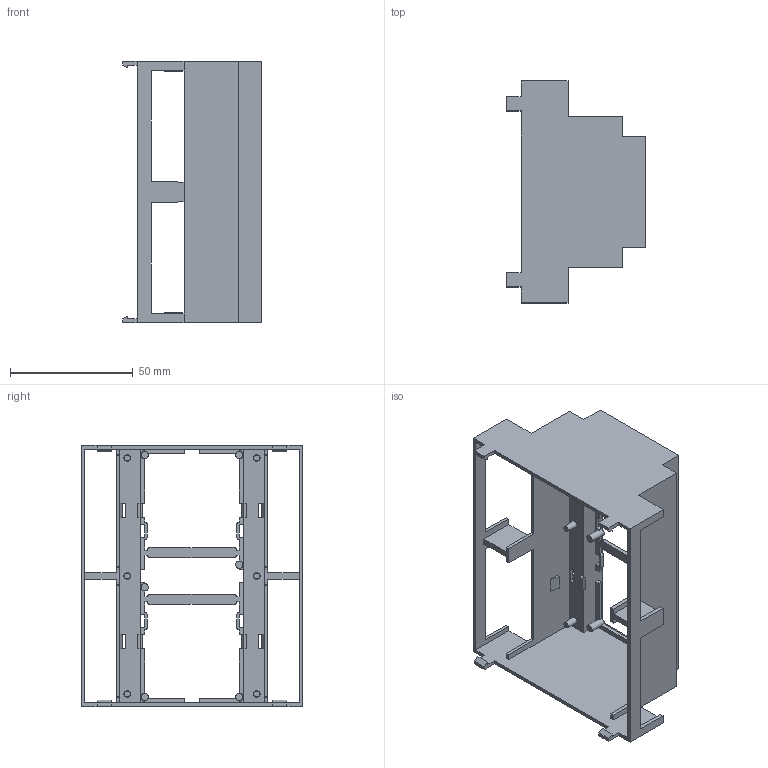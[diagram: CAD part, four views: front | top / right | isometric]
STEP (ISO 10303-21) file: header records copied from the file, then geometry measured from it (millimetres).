
FILE_DESCRIPTION(/* description */ (''),/* implementation_level */ '2;1');
FILE_NAME(/* name */ 'body-D6MG.step',/* time_stamp */ '2020-07-09T12:16:12+10:00',/* author */ (''),/* organization */ (''),/* preprocessor_version */ 'ST-DEVELOPER v18.1',/* originating_system */ 'Autodesk Translation Framework v9.3.0.1241',/* authorisation */ '');
FILE_SCHEMA (('AUTOMOTIVE_DESIGN { 1 0 10303 214 3 1 1 }'));
Length unit declared in the file: millimetre
Products named in the file (1): body-D6MG___ _________
Bounding box: 56.5 x 90.2 x 106.25 mm (x, y, z)
Volume: 27797.2 mm3; surface area: 39842.5 mm2
Topology: 1 solids, 1 shells, 267 faces, 804 edges, 532 vertices
Faces by surface type: plane 235, cylinder 26, cone 6
Full cylindrical faces by diameter (mm): 1.5 x4, 3 x6
Entity records: 9026 total; most frequent: ORIENTED_EDGE 1608, CARTESIAN_POINT 1604, DIRECTION 1428, EDGE_CURVE 804, LINE 716, VECTOR 716, VERTEX_POINT 532, AXIS2_PLACEMENT_3D 356
